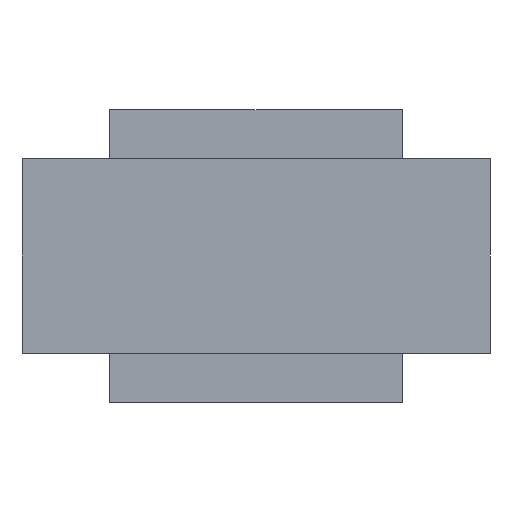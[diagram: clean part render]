
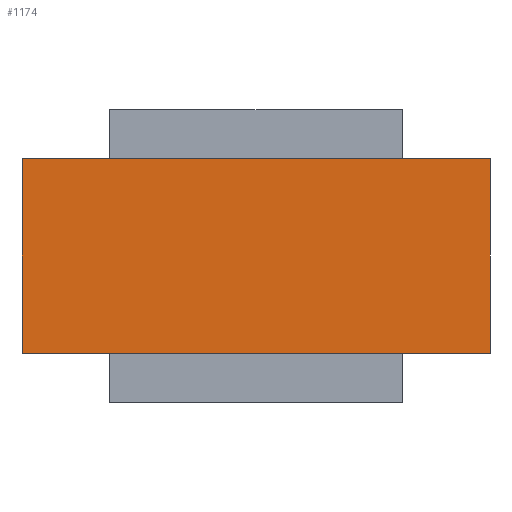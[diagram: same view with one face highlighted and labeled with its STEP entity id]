
A CAD part, front view. The second image highlights one B-rep face of the part: STEP entity #1174.
In plain terms, the highlighted planar face has unit normal (0, -1, 0).
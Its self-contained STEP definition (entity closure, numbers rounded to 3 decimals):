
#89 = CARTESIAN_POINT ( 'NONE',  ( -12., -12., -5. ) ) ;
#133 = VERTEX_POINT ( 'NONE', #1122 ) ;
#307 = VERTEX_POINT ( 'NONE', #2623 ) ;
#407 = EDGE_CURVE ( 'NONE', #133, #2943, #2710, .T. ) ;
#781 = ORIENTED_EDGE ( 'NONE', *, *, #1468, .T. ) ;
#829 = LINE ( 'NONE', #845, #2659 ) ;
#845 = CARTESIAN_POINT ( 'NONE',  ( -12., -12., 5. ) ) ;
#901 = ORIENTED_EDGE ( 'NONE', *, *, #407, .T. ) ;
#980 = VECTOR ( 'NONE', #1524, 1000. ) ;
#1106 = CARTESIAN_POINT ( 'NONE',  ( -12., -12., -5. ) ) ;
#1122 = CARTESIAN_POINT ( 'NONE',  ( 12., -12., -5. ) ) ;
#1166 = EDGE_CURVE ( 'NONE', #2925, #307, #1306, .T. ) ;
#1174 = ADVANCED_FACE ( 'NONE', ( #2515 ), #2368, .T. ) ;
#1217 = ORIENTED_EDGE ( 'NONE', *, *, #1325, .F. ) ;
#1222 = DIRECTION ( 'NONE',  ( 0., 0., 1. ) ) ;
#1272 = CARTESIAN_POINT ( 'NONE',  ( 12., -12., -5. ) ) ;
#1306 = LINE ( 'NONE', #1459, #1380 ) ;
#1325 = EDGE_CURVE ( 'NONE', #307, #2943, #829, .T. ) ;
#1358 = DIRECTION ( 'NONE',  ( 1., 0., 0. ) ) ;
#1380 = VECTOR ( 'NONE', #1222, 1000. ) ;
#1459 = CARTESIAN_POINT ( 'NONE',  ( -12., -12., -5. ) ) ;
#1468 = EDGE_CURVE ( 'NONE', #2925, #133, #1877, .T. ) ;
#1524 = DIRECTION ( 'NONE',  ( 0., 0., 1. ) ) ;
#1807 = VECTOR ( 'NONE', #1358, 1000. ) ;
#1847 = AXIS2_PLACEMENT_3D ( 'NONE', #2577, #2596, #2821 ) ;
#1877 = LINE ( 'NONE', #1106, #1807 ) ;
#1993 = ORIENTED_EDGE ( 'NONE', *, *, #1166, .F. ) ;
#2180 = EDGE_LOOP ( 'NONE', ( #901, #1217, #1993, #781 ) ) ;
#2193 = DIRECTION ( 'NONE',  ( 1., 0., 0. ) ) ;
#2368 = PLANE ( 'NONE',  #1847 ) ;
#2515 = FACE_OUTER_BOUND ( 'NONE', #2180, .T. ) ;
#2577 = CARTESIAN_POINT ( 'NONE',  ( -12., -12., -5. ) ) ;
#2596 = DIRECTION ( 'NONE',  ( 0., -1., 0. ) ) ;
#2623 = CARTESIAN_POINT ( 'NONE',  ( -12., -12., 5. ) ) ;
#2659 = VECTOR ( 'NONE', #2193, 1000. ) ;
#2710 = LINE ( 'NONE', #1272, #980 ) ;
#2821 = DIRECTION ( 'NONE',  ( 0., 0., -1. ) ) ;
#2835 = CARTESIAN_POINT ( 'NONE',  ( 12., -12., 5. ) ) ;
#2925 = VERTEX_POINT ( 'NONE', #89 ) ;
#2943 = VERTEX_POINT ( 'NONE', #2835 ) ;
